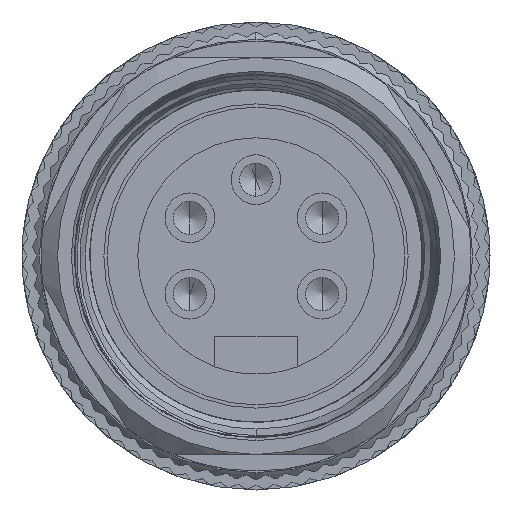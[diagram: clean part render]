
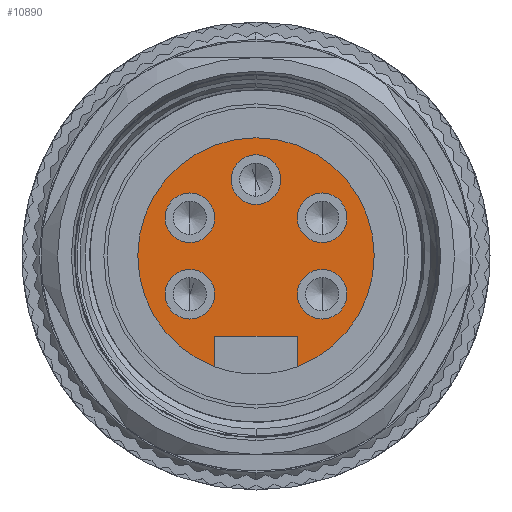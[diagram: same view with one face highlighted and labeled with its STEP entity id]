
A CAD part, left-side view. The second image highlights one B-rep face of the part: STEP entity #10890.
In plain terms, the highlighted planar face has unit normal (-1, 0, 0).
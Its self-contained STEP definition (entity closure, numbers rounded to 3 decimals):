
#448 = DIRECTION ( 'NONE',  ( 0., 1., 0. ) ) ;
#914 = DIRECTION ( 'NONE',  ( -1., 0., 0. ) ) ;
#992 = DIRECTION ( 'NONE',  ( 0., 0., -1. ) ) ;
#2083 = CARTESIAN_POINT ( 'NONE',  ( -20., -4., 2.31 ) ) ;
#4210 = LINE ( 'NONE', #27292, #52962 ) ;
#4525 = ORIENTED_EDGE ( 'NONE', *, *, #50989, .F. ) ;
#4541 = AXIS2_PLACEMENT_3D ( 'NONE', #15245, #37202, #50722 ) ;
#4590 = LINE ( 'NONE', #53583, #16570 ) ;
#4988 = EDGE_LOOP ( 'NONE', ( #56328, #23910, #10232, #28376, #55017 ) ) ;
#5183 = CARTESIAN_POINT ( 'NONE',  ( -20., 2.5, -6.699 ) ) ;
#6989 = CIRCLE ( 'NONE', #35324, 1.5 ) ;
#9114 = FACE_BOUND ( 'NONE', #46644, .T. ) ;
#9332 = EDGE_CURVE ( 'NONE', #13457, #34180, #11338, .T. ) ;
#9422 = DIRECTION ( 'NONE',  ( -1., 0., 0. ) ) ;
#9590 = CARTESIAN_POINT ( 'NONE',  ( -20., -2.5, -6.699 ) ) ;
#9691 = CARTESIAN_POINT ( 'NONE',  ( -20., 4., -2.31 ) ) ;
#10135 = CIRCLE ( 'NONE', #29950, 1.5 ) ;
#10154 = AXIS2_PLACEMENT_3D ( 'NONE', #2083, #40373, #13765 ) ;
#10232 = ORIENTED_EDGE ( 'NONE', *, *, #29692, .F. ) ;
#10543 = FACE_BOUND ( 'NONE', #52653, .T. ) ;
#10623 = EDGE_CURVE ( 'NONE', #48694, #41513, #4210, .T. ) ;
#10825 = EDGE_CURVE ( 'NONE', #22429, #48694, #23823, .T. ) ;
#10890 = ADVANCED_FACE ( 'NONE', ( #55018, #9114, #44600, #10543, #43221, #31474 ), #19711, .F. ) ;
#11338 = CIRCLE ( 'NONE', #56687, 1.5 ) ;
#11628 = DIRECTION ( 'NONE',  ( -1., 0., 0. ) ) ;
#11705 = DIRECTION ( 'NONE',  ( 1., 0., 0. ) ) ;
#12796 = CARTESIAN_POINT ( 'NONE',  ( -20., 4., -0.81 ) ) ;
#13009 = DIRECTION ( 'NONE',  ( -1., 0., 0. ) ) ;
#13457 = VERTEX_POINT ( 'NONE', #15259 ) ;
#13765 = DIRECTION ( 'NONE',  ( 0., 0., 1. ) ) ;
#13829 = CARTESIAN_POINT ( 'NONE',  ( -20., 4., 2.31 ) ) ;
#14261 = DIRECTION ( 'NONE',  ( 0., 0., 1. ) ) ;
#15245 = CARTESIAN_POINT ( 'NONE',  ( -20., 7.15, 0. ) ) ;
#15259 = CARTESIAN_POINT ( 'NONE',  ( -20., 4., -3.81 ) ) ;
#15926 = AXIS2_PLACEMENT_3D ( 'NONE', #36141, #9422, #40605 ) ;
#16079 = ORIENTED_EDGE ( 'NONE', *, *, #29395, .F. ) ;
#16570 = VECTOR ( 'NONE', #992, 1000. ) ;
#18179 = EDGE_CURVE ( 'NONE', #55496, #55984, #36958, .T. ) ;
#18321 = DIRECTION ( 'NONE',  ( 0., 0., 1. ) ) ;
#18802 = DIRECTION ( 'NONE',  ( -1., 0., 0. ) ) ;
#19520 = DIRECTION ( 'NONE',  ( 0., 0., 1. ) ) ;
#19711 = PLANE ( 'NONE',  #4541 ) ;
#20063 = ORIENTED_EDGE ( 'NONE', *, *, #39128, .F. ) ;
#20521 = CARTESIAN_POINT ( 'NONE',  ( -20., -4., -2.31 ) ) ;
#21072 = CIRCLE ( 'NONE', #49425, 1.5 ) ;
#22429 = VERTEX_POINT ( 'NONE', #9590 ) ;
#22817 = CARTESIAN_POINT ( 'NONE',  ( -20., -4., -3.81 ) ) ;
#23083 = EDGE_CURVE ( 'NONE', #55984, #55496, #44260, .T. ) ;
#23342 = CIRCLE ( 'NONE', #10154, 1.5 ) ;
#23438 = CARTESIAN_POINT ( 'NONE',  ( -20., 0., 4.62 ) ) ;
#23823 = LINE ( 'NONE', #41627, #56408 ) ;
#23910 = ORIENTED_EDGE ( 'NONE', *, *, #33634, .F. ) ;
#23921 = EDGE_CURVE ( 'NONE', #38241, #57517, #10135, .T. ) ;
#23934 = CARTESIAN_POINT ( 'NONE',  ( -20., 4., 3.81 ) ) ;
#24996 = DIRECTION ( 'NONE',  ( 0., 0., 1. ) ) ;
#25221 = VERTEX_POINT ( 'NONE', #40377 ) ;
#25329 = CIRCLE ( 'NONE', #30873, 1.5 ) ;
#25557 = DIRECTION ( 'NONE',  ( 1., 0., 0. ) ) ;
#26000 = ORIENTED_EDGE ( 'NONE', *, *, #9332, .F. ) ;
#27292 = CARTESIAN_POINT ( 'NONE',  ( -20., 7.15, -4.85 ) ) ;
#27535 = AXIS2_PLACEMENT_3D ( 'NONE', #38360, #11705, #42770 ) ;
#27755 = CARTESIAN_POINT ( 'NONE',  ( -20., -4., -2.31 ) ) ;
#27895 = DIRECTION ( 'NONE',  ( 0., 0., 1. ) ) ;
#28285 = EDGE_CURVE ( 'NONE', #57517, #38241, #25329, .T. ) ;
#28376 = ORIENTED_EDGE ( 'NONE', *, *, #56243, .F. ) ;
#29395 = EDGE_CURVE ( 'NONE', #25221, #43982, #21072, .T. ) ;
#29452 = AXIS2_PLACEMENT_3D ( 'NONE', #38282, #11628, #42696 ) ;
#29692 = EDGE_CURVE ( 'NONE', #51697, #35817, #37759, .T. ) ;
#29950 = AXIS2_PLACEMENT_3D ( 'NONE', #20521, #51535, #24996 ) ;
#30155 = ORIENTED_EDGE ( 'NONE', *, *, #18179, .F. ) ;
#30873 = AXIS2_PLACEMENT_3D ( 'NONE', #27755, #914, #32245 ) ;
#30896 = CIRCLE ( 'NONE', #15926, 1.5 ) ;
#31474 = FACE_BOUND ( 'NONE', #38654, .T. ) ;
#31652 = CARTESIAN_POINT ( 'NONE',  ( -20., 0., 3.12 ) ) ;
#32203 = AXIS2_PLACEMENT_3D ( 'NONE', #13829, #44835, #18321 ) ;
#32245 = DIRECTION ( 'NONE',  ( 0., 0., 1. ) ) ;
#32526 = CARTESIAN_POINT ( 'NONE',  ( -20., -2.5, -4.85 ) ) ;
#32828 = EDGE_LOOP ( 'NONE', ( #36791, #53438 ) ) ;
#32923 = CARTESIAN_POINT ( 'NONE',  ( -20., 4., 0.81 ) ) ;
#33634 = EDGE_CURVE ( 'NONE', #35817, #22429, #45302, .T. ) ;
#34180 = VERTEX_POINT ( 'NONE', #12796 ) ;
#35324 = AXIS2_PLACEMENT_3D ( 'NONE', #9691, #40851, #14261 ) ;
#35817 = VERTEX_POINT ( 'NONE', #47067 ) ;
#36141 = CARTESIAN_POINT ( 'NONE',  ( -20., 0., 4.62 ) ) ;
#36791 = ORIENTED_EDGE ( 'NONE', *, *, #28285, .F. ) ;
#36958 = CIRCLE ( 'NONE', #29452, 1.5 ) ;
#37202 = DIRECTION ( 'NONE',  ( 1., 0., 0. ) ) ;
#37759 = CIRCLE ( 'NONE', #27535, 7.15 ) ;
#38241 = VERTEX_POINT ( 'NONE', #22817 ) ;
#38282 = CARTESIAN_POINT ( 'NONE',  ( -20., 4., 2.31 ) ) ;
#38348 = CARTESIAN_POINT ( 'NONE',  ( -20., -4., -0.81 ) ) ;
#38360 = CARTESIAN_POINT ( 'NONE',  ( -20., 0., 0. ) ) ;
#38654 = EDGE_LOOP ( 'NONE', ( #4525, #26000 ) ) ;
#39128 = EDGE_CURVE ( 'NONE', #40394, #41379, #47165, .T. ) ;
#39630 = CARTESIAN_POINT ( 'NONE',  ( -20., 4., -2.31 ) ) ;
#39767 = CARTESIAN_POINT ( 'NONE',  ( -20., -4., 0.81 ) ) ;
#40373 = DIRECTION ( 'NONE',  ( -1., 0., 0. ) ) ;
#40377 = CARTESIAN_POINT ( 'NONE',  ( -20., 0., 6.12 ) ) ;
#40394 = VERTEX_POINT ( 'NONE', #46269 ) ;
#40605 = DIRECTION ( 'NONE',  ( 0., 0., 1. ) ) ;
#40851 = DIRECTION ( 'NONE',  ( -1., 0., 0. ) ) ;
#41379 = VERTEX_POINT ( 'NONE', #39767 ) ;
#41513 = VERTEX_POINT ( 'NONE', #50003 ) ;
#41627 = CARTESIAN_POINT ( 'NONE',  ( -20., -2.5, 0. ) ) ;
#42696 = DIRECTION ( 'NONE',  ( 0., 0., 1. ) ) ;
#42770 = DIRECTION ( 'NONE',  ( 0., 0., 1. ) ) ;
#43221 = FACE_BOUND ( 'NONE', #32828, .T. ) ;
#43936 = EDGE_CURVE ( 'NONE', #41379, #40394, #23342, .T. ) ;
#43982 = VERTEX_POINT ( 'NONE', #31652 ) ;
#44057 = DIRECTION ( 'NONE',  ( 0., 0., 1. ) ) ;
#44260 = CIRCLE ( 'NONE', #32203, 1.5 ) ;
#44600 = FACE_BOUND ( 'NONE', #56446, .T. ) ;
#44740 = ORIENTED_EDGE ( 'NONE', *, *, #23083, .F. ) ;
#44835 = DIRECTION ( 'NONE',  ( -1., 0., 0. ) ) ;
#45302 = CIRCLE ( 'NONE', #46189, 7.15 ) ;
#45320 = CARTESIAN_POINT ( 'NONE',  ( -20., -4., 2.31 ) ) ;
#45397 = ORIENTED_EDGE ( 'NONE', *, *, #43936, .F. ) ;
#46189 = AXIS2_PLACEMENT_3D ( 'NONE', #52115, #25557, #56557 ) ;
#46269 = CARTESIAN_POINT ( 'NONE',  ( -20., -4., 3.81 ) ) ;
#46644 = EDGE_LOOP ( 'NONE', ( #16079, #52565 ) ) ;
#47067 = CARTESIAN_POINT ( 'NONE',  ( -20., 0., 7.15 ) ) ;
#47165 = CIRCLE ( 'NONE', #50809, 1.5 ) ;
#48694 = VERTEX_POINT ( 'NONE', #32526 ) ;
#48862 = EDGE_CURVE ( 'NONE', #43982, #25221, #30896, .T. ) ;
#49425 = AXIS2_PLACEMENT_3D ( 'NONE', #23438, #54441, #27895 ) ;
#49794 = DIRECTION ( 'NONE',  ( 0., 0., 1. ) ) ;
#50003 = CARTESIAN_POINT ( 'NONE',  ( -20., 2.5, -4.85 ) ) ;
#50722 = DIRECTION ( 'NONE',  ( 0., 0., -1. ) ) ;
#50809 = AXIS2_PLACEMENT_3D ( 'NONE', #45320, #18802, #49794 ) ;
#50989 = EDGE_CURVE ( 'NONE', #34180, #13457, #6989, .T. ) ;
#51535 = DIRECTION ( 'NONE',  ( -1., 0., 0. ) ) ;
#51697 = VERTEX_POINT ( 'NONE', #5183 ) ;
#52115 = CARTESIAN_POINT ( 'NONE',  ( -20., 0., 0. ) ) ;
#52565 = ORIENTED_EDGE ( 'NONE', *, *, #48862, .F. ) ;
#52653 = EDGE_LOOP ( 'NONE', ( #20063, #45397 ) ) ;
#52962 = VECTOR ( 'NONE', #448, 1000. ) ;
#53438 = ORIENTED_EDGE ( 'NONE', *, *, #23921, .F. ) ;
#53583 = CARTESIAN_POINT ( 'NONE',  ( -20., 2.5, 0. ) ) ;
#54441 = DIRECTION ( 'NONE',  ( -1., 0., 0. ) ) ;
#55017 = ORIENTED_EDGE ( 'NONE', *, *, #10623, .F. ) ;
#55018 = FACE_OUTER_BOUND ( 'NONE', #4988, .T. ) ;
#55496 = VERTEX_POINT ( 'NONE', #23934 ) ;
#55984 = VERTEX_POINT ( 'NONE', #32923 ) ;
#56243 = EDGE_CURVE ( 'NONE', #41513, #51697, #4590, .T. ) ;
#56328 = ORIENTED_EDGE ( 'NONE', *, *, #10825, .F. ) ;
#56408 = VECTOR ( 'NONE', #19520, 1000. ) ;
#56446 = EDGE_LOOP ( 'NONE', ( #30155, #44740 ) ) ;
#56557 = DIRECTION ( 'NONE',  ( 0., 0., 1. ) ) ;
#56687 = AXIS2_PLACEMENT_3D ( 'NONE', #39630, #13009, #44057 ) ;
#57517 = VERTEX_POINT ( 'NONE', #38348 ) ;
